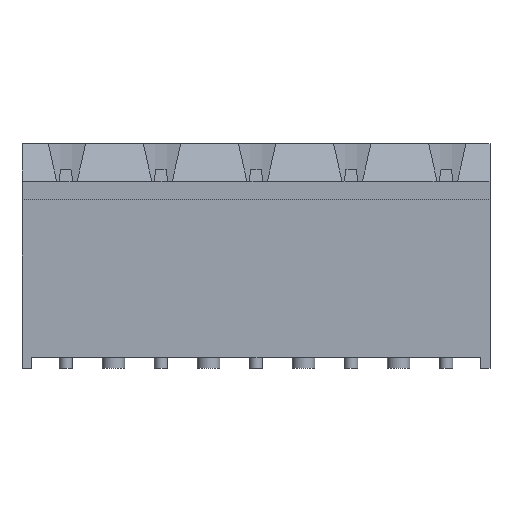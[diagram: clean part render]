
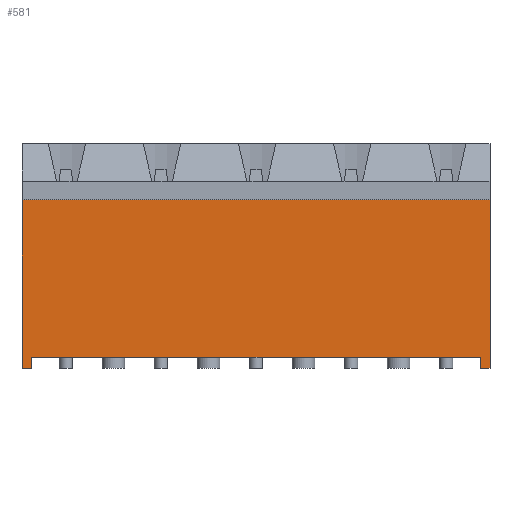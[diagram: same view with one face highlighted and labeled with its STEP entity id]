
A CAD part, front view. The second image highlights one B-rep face of the part: STEP entity #581.
In plain terms, the highlighted planar face has unit normal (0, -1, 0).
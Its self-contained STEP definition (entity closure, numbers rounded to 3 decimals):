
#581 = ADVANCED_FACE( '', ( #1203 ), #1204, .T. );
#1203 = FACE_OUTER_BOUND( '', #1873, .T. );
#1204 = PLANE( '', #1874 );
#1873 = EDGE_LOOP( '', ( #3366, #3367, #3368, #3369, #3370, #3371, #3372, #3373, #3374, #3375, #3376, #3377, #3378 ) );
#1874 = AXIS2_PLACEMENT_3D( '', #3379, #3380, #3381 );
#3366 = ORIENTED_EDGE( '', *, *, #4622, .F. );
#3367 = ORIENTED_EDGE( '', *, *, #4242, .F. );
#3368 = ORIENTED_EDGE( '', *, *, #4695, .F. );
#3369 = ORIENTED_EDGE( '', *, *, #4696, .T. );
#3370 = ORIENTED_EDGE( '', *, *, #4248, .T. );
#3371 = ORIENTED_EDGE( '', *, *, #4603, .T. );
#3372 = ORIENTED_EDGE( '', *, *, #4697, .F. );
#3373 = ORIENTED_EDGE( '', *, *, #4213, .T. );
#3374 = ORIENTED_EDGE( '', *, *, #4618, .F. );
#3375 = ORIENTED_EDGE( '', *, *, #4628, .F. );
#3376 = ORIENTED_EDGE( '', *, *, #4477, .F. );
#3377 = ORIENTED_EDGE( '', *, *, #4384, .F. );
#3378 = ORIENTED_EDGE( '', *, *, #4698, .F. );
#3379 = CARTESIAN_POINT( '', ( 0., 0.8, 0. ) );
#3380 = DIRECTION( '', ( 0., -1., 0. ) );
#3381 = DIRECTION( '', ( 0., 0., -1. ) );
#4213 = EDGE_CURVE( '', #5095, #5093, #5096, .T. );
#4242 = EDGE_CURVE( '', #5142, #5144, #5145, .T. );
#4248 = EDGE_CURVE( '', #5149, #5153, #5155, .T. );
#4384 = EDGE_CURVE( '', #5009, #5381, #5382, .T. );
#4477 = EDGE_CURVE( '', #5381, #4885, #5532, .T. );
#4603 = EDGE_CURVE( '', #5153, #5702, #5704, .T. );
#4618 = EDGE_CURVE( '', #5265, #5093, #5725, .T. );
#4622 = EDGE_CURVE( '', #5144, #5561, #5729, .T. );
#4628 = EDGE_CURVE( '', #4885, #5265, #5735, .T. );
#4695 = EDGE_CURVE( '', #5811, #5142, #5812, .T. );
#4696 = EDGE_CURVE( '', #5811, #5149, #5813, .T. );
#4697 = EDGE_CURVE( '', #5095, #5702, #5814, .T. );
#4698 = EDGE_CURVE( '', #5561, #5009, #5815, .T. );
#4885 = VERTEX_POINT( '', #6032 );
#5009 = VERTEX_POINT( '', #6205 );
#5093 = VERTEX_POINT( '', #6320 );
#5095 = VERTEX_POINT( '', #6323 );
#5096 = LINE( '', #6324, #6325 );
#5142 = VERTEX_POINT( '', #6392 );
#5144 = VERTEX_POINT( '', #6395 );
#5145 = LINE( '', #6396, #6397 );
#5149 = VERTEX_POINT( '', #6402 );
#5153 = VERTEX_POINT( '', #6408 );
#5155 = LINE( '', #6411, #6412 );
#5265 = VERTEX_POINT( '', #6566 );
#5381 = VERTEX_POINT( '', #6732 );
#5382 = LINE( '', #6733, #6734 );
#5532 = LINE( '', #6962, #6963 );
#5561 = VERTEX_POINT( '', #7003 );
#5702 = VERTEX_POINT( '', #7212 );
#5704 = LINE( '', #7215, #7216 );
#5725 = LINE( '', #7247, #7248 );
#5729 = LINE( '', #7253, #7254 );
#5735 = LINE( '', #7262, #7263 );
#5811 = VERTEX_POINT( '', #7374 );
#5812 = LINE( '', #7375, #7376 );
#5813 = LINE( '', #7377, #7378 );
#5814 = LINE( '', #7379, #7380 );
#5815 = LINE( '', #7381, #7382 );
#6032 = CARTESIAN_POINT( '', ( 9.02, 0.8, 0.6 ) );
#6205 = CARTESIAN_POINT( '', ( 19.18, 0.8, 0.6 ) );
#6320 = CARTESIAN_POINT( '', ( 2.1, 0.8, 0.6 ) );
#6323 = CARTESIAN_POINT( '', ( 2.1, 0.8, 0. ) );
#6324 = CARTESIAN_POINT( '', ( 2.1, 0.8, 0. ) );
#6325 = VECTOR( '', #7758, 1000. );
#6392 = CARTESIAN_POINT( '', ( 26.1, 0.8, 0. ) );
#6395 = CARTESIAN_POINT( '', ( 26.1, 0.8, 0.6 ) );
#6396 = CARTESIAN_POINT( '', ( 26.1, 0.8, 0. ) );
#6397 = VECTOR( '', #7784, 1000. );
#6402 = CARTESIAN_POINT( '', ( 26.6, 0.8, 9. ) );
#6408 = CARTESIAN_POINT( '', ( 1.6, 0.8, 9. ) );
#6411 = CARTESIAN_POINT( '', ( 28.2, 0.8, 9. ) );
#6412 = VECTOR( '', #7789, 1000. );
#6566 = CARTESIAN_POINT( '', ( 3.94, 0.8, 0.6 ) );
#6732 = CARTESIAN_POINT( '', ( 14.1, 0.8, 0.6 ) );
#6733 = CARTESIAN_POINT( '', ( 27., 0.8, 0.6 ) );
#6734 = VECTOR( '', #7935, 1000. );
#6962 = CARTESIAN_POINT( '', ( 27., 0.8, 0.6 ) );
#6963 = VECTOR( '', #8026, 1000. );
#7003 = CARTESIAN_POINT( '', ( 24.26, 0.8, 0.6 ) );
#7212 = CARTESIAN_POINT( '', ( 1.6, 0.8, 0. ) );
#7215 = CARTESIAN_POINT( '', ( 1.6, 0.8, 0. ) );
#7216 = VECTOR( '', #8134, 1000. );
#7247 = CARTESIAN_POINT( '', ( 27., 0.8, 0.6 ) );
#7248 = VECTOR( '', #8148, 1000. );
#7253 = CARTESIAN_POINT( '', ( 27., 0.8, 0.6 ) );
#7254 = VECTOR( '', #8150, 1000. );
#7262 = CARTESIAN_POINT( '', ( 27., 0.8, 0.6 ) );
#7263 = VECTOR( '', #8153, 1000. );
#7374 = CARTESIAN_POINT( '', ( 26.6, 0.8, 0. ) );
#7375 = CARTESIAN_POINT( '', ( 26.6, 0.8, 0. ) );
#7376 = VECTOR( '', #8207, 1000. );
#7377 = CARTESIAN_POINT( '', ( 26.6, 0.8, 0. ) );
#7378 = VECTOR( '', #8208, 1000. );
#7379 = CARTESIAN_POINT( '', ( 2.1, 0.8, 0. ) );
#7380 = VECTOR( '', #8209, 1000. );
#7381 = CARTESIAN_POINT( '', ( 27., 0.8, 0.6 ) );
#7382 = VECTOR( '', #8210, 1000. );
#7758 = DIRECTION( '', ( 0., 0., 1. ) );
#7784 = DIRECTION( '', ( 0., 0., 1. ) );
#7789 = DIRECTION( '', ( -1., 0., 0. ) );
#7935 = DIRECTION( '', ( -1., 0., 0. ) );
#8026 = DIRECTION( '', ( -1., 0., 0. ) );
#8134 = DIRECTION( '', ( 0., 0., -1. ) );
#8148 = DIRECTION( '', ( -1., 0., 0. ) );
#8150 = DIRECTION( '', ( -1., 0., 0. ) );
#8153 = DIRECTION( '', ( -1., 0., 0. ) );
#8207 = DIRECTION( '', ( -1., 0., 0. ) );
#8208 = DIRECTION( '', ( 0., 0., 1. ) );
#8209 = DIRECTION( '', ( -1., 0., 0. ) );
#8210 = DIRECTION( '', ( -1., 0., 0. ) );
